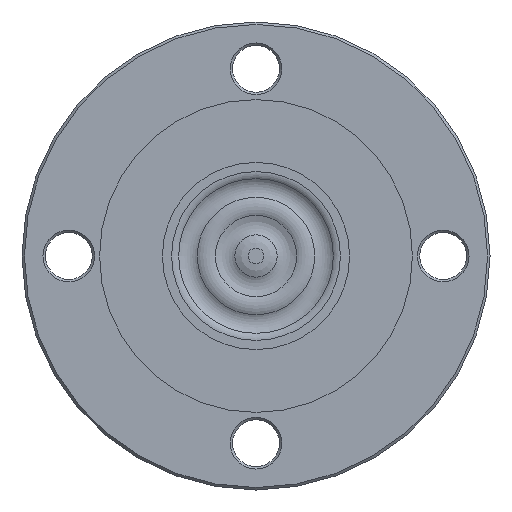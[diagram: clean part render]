
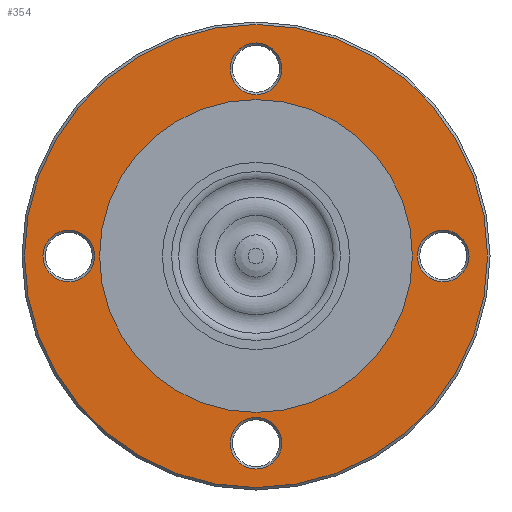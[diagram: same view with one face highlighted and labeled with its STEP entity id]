
A CAD part, front view. The second image highlights one B-rep face of the part: STEP entity #354.
In plain terms, the highlighted planar face has unit normal (0, -1, 0).
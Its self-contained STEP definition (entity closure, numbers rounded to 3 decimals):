
#30=PLANE('',#400);
#48=FACE_BOUND('',#122,.T.);
#49=FACE_BOUND('',#123,.T.);
#50=FACE_BOUND('',#124,.T.);
#51=FACE_BOUND('',#125,.T.);
#52=FACE_BOUND('',#126,.T.);
#78=FACE_OUTER_BOUND('',#121,.T.);
#121=EDGE_LOOP('',(#287));
#122=EDGE_LOOP('',(#288));
#123=EDGE_LOOP('',(#289));
#124=EDGE_LOOP('',(#290));
#125=EDGE_LOOP('',(#291));
#126=EDGE_LOOP('',(#292));
#174=CIRCLE('',#399,10.5);
#175=CIRCLE('',#401,94.);
#176=CIRCLE('',#402,10.5);
#177=CIRCLE('',#403,10.5);
#178=CIRCLE('',#404,63.5);
#179=CIRCLE('',#405,10.5);
#208=VERTEX_POINT('',#602);
#209=VERTEX_POINT('',#605);
#210=VERTEX_POINT('',#607);
#211=VERTEX_POINT('',#609);
#212=VERTEX_POINT('',#611);
#213=VERTEX_POINT('',#613);
#242=EDGE_CURVE('',#208,#208,#174,.T.);
#243=EDGE_CURVE('',#209,#209,#175,.T.);
#244=EDGE_CURVE('',#210,#210,#176,.T.);
#245=EDGE_CURVE('',#211,#211,#177,.T.);
#246=EDGE_CURVE('',#212,#212,#178,.T.);
#247=EDGE_CURVE('',#213,#213,#179,.T.);
#287=ORIENTED_EDGE('',*,*,#243,.F.);
#288=ORIENTED_EDGE('',*,*,#244,.F.);
#289=ORIENTED_EDGE('',*,*,#245,.F.);
#290=ORIENTED_EDGE('',*,*,#246,.F.);
#291=ORIENTED_EDGE('',*,*,#247,.F.);
#292=ORIENTED_EDGE('',*,*,#242,.F.);
#354=ADVANCED_FACE('',(#78,#48,#49,#50,#51,#52),#30,.T.);
#399=AXIS2_PLACEMENT_3D('',#603,#487,#488);
#400=AXIS2_PLACEMENT_3D('',#604,#489,#490);
#401=AXIS2_PLACEMENT_3D('',#606,#491,#492);
#402=AXIS2_PLACEMENT_3D('',#608,#493,#494);
#403=AXIS2_PLACEMENT_3D('',#610,#495,#496);
#404=AXIS2_PLACEMENT_3D('',#612,#497,#498);
#405=AXIS2_PLACEMENT_3D('',#614,#499,#500);
#487=DIRECTION('center_axis',(0.,-1.,0.));
#488=DIRECTION('ref_axis',(-1.,0.,0.));
#489=DIRECTION('center_axis',(0.,-1.,0.));
#490=DIRECTION('ref_axis',(0.,0.,-1.));
#491=DIRECTION('center_axis',(0.,1.,0.));
#492=DIRECTION('ref_axis',(-1.,0.,0.));
#493=DIRECTION('center_axis',(0.,-1.,0.));
#494=DIRECTION('ref_axis',(0.,0.,-1.));
#495=DIRECTION('center_axis',(0.,-1.,0.));
#496=DIRECTION('ref_axis',(0.,0.,1.));
#497=DIRECTION('center_axis',(0.,-1.,0.));
#498=DIRECTION('ref_axis',(1.,0.,0.));
#499=DIRECTION('center_axis',(0.,-1.,0.));
#500=DIRECTION('ref_axis',(1.,0.,0.));
#602=CARTESIAN_POINT('',(10.5,1.5,-76.));
#603=CARTESIAN_POINT('Origin',(0.,1.5,-76.));
#604=CARTESIAN_POINT('Origin',(79.25,1.5,0.));
#605=CARTESIAN_POINT('',(94.,1.5,0.));
#606=CARTESIAN_POINT('Origin',(0.,1.5,0.));
#607=CARTESIAN_POINT('',(76.,1.5,10.5));
#608=CARTESIAN_POINT('Origin',(76.,1.5,0.));
#609=CARTESIAN_POINT('',(-76.,1.5,-10.5));
#610=CARTESIAN_POINT('Origin',(-76.,1.5,0.));
#611=CARTESIAN_POINT('',(63.5,1.5,0.));
#612=CARTESIAN_POINT('Origin',(0.,1.5,0.));
#613=CARTESIAN_POINT('',(-10.5,1.5,76.));
#614=CARTESIAN_POINT('Origin',(0.,1.5,76.));
